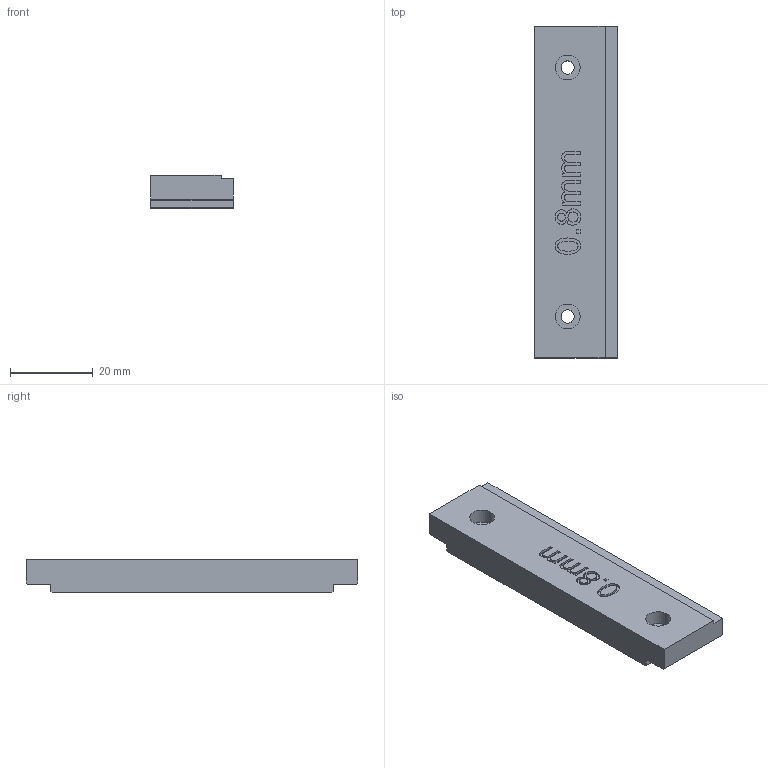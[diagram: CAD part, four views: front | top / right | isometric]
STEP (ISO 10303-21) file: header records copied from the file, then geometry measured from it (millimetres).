
FILE_DESCRIPTION(/* description */ (''),/* implementation_level */ '2;1');
FILE_NAME(/* name */ '',/* time_stamp */ '2024-04-30T22:30:37+08:00',/* author */ (''),/* organization */ (''),/* preprocessor_version */ 'ST-DEVELOPER v20',/* originating_system */ 'Autodesk Translation Framework v12.20.1.177',/* authorisation */ '');
FILE_SCHEMA (('AUTOMOTIVE_DESIGN { 1 0 10303 214 3 1 1 }'));
Length unit declared in the file: millimetre
Products named in the file (1): PCB夹具-板厚0.8mm
Bounding box: 20 x 80 x 8 mm (x, y, z)
Volume: 11831.4 mm3; surface area: 4990.3 mm2
Topology: 1 solids, 1 shells, 143 faces, 393 edges, 262 vertices
Faces by surface type: bspline 87, plane 52, cylinder 4
Full cylindrical faces by diameter (mm): 3.2 x2, 6 x2
Entity records: 5366 total; most frequent: CARTESIAN_POINT 2278, ORIENTED_EDGE 786, EDGE_CURVE 393, DIRECTION 341, VERTEX_POINT 262, LINE 211, VECTOR 211, B_SPLINE_CURVE_WITH_KNOTS 174
